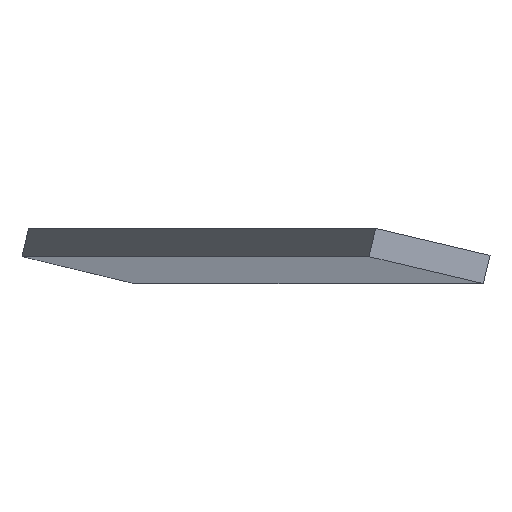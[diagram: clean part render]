
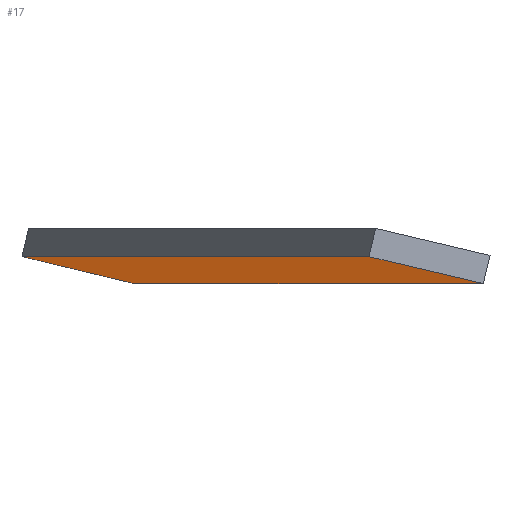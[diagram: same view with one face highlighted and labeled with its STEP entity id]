
A CAD part, front view. The second image highlights one B-rep face of the part: STEP entity #17.
In plain terms, the highlighted planar face has unit normal (-0.229, -0.027, -0.973).
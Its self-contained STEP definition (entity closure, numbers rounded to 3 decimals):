
#17 = ADVANCED_FACE('',(#18),#32,.F.);
#18 = FACE_BOUND('',#19,.F.);
#19 = EDGE_LOOP('',(#20,#53,#79,#105));
#20 = ORIENTED_EDGE('',*,*,#21,.F.);
#21 = EDGE_CURVE('',#22,#24,#26,.T.);
#22 = VERTEX_POINT('',#23);
#23 = CARTESIAN_POINT('',(9061.418,1572.,
    5726.975));
#24 = VERTEX_POINT('',#25);
#25 = CARTESIAN_POINT('',(9100.199,1578.838,
    5717.667));
#26 = SURFACE_CURVE('',#27,(#31,#42),.PCURVE_S1.);
#27 = LINE('',#28,#29);
#28 = CARTESIAN_POINT('',(-1905.523,-361.768,
    8359.114));
#29 = VECTOR('',#30,1.);
#30 = DIRECTION('',(0.958,0.169,-0.23));
#31 = PCURVE('',#32,#37);
#32 = PLANE('',#33);
#33 = AXIS2_PLACEMENT_3D('',#34,#35,#36);
#34 = CARTESIAN_POINT('',(-5618.388,-652.255,
    9240.217));
#35 = DIRECTION('',(0.229,0.027,0.973));
#36 = DIRECTION('',(0.973,0.,-0.229));
#37 = DEFINITIONAL_REPRESENTATION('',(#38),#41);
#38 = B_SPLINE_CURVE_WITH_KNOTS('',1,(#39,#40),.UNSPECIFIED.,.F.,.F.,(2,
    2),(10673.108,12217.561),
  .PIECEWISE_BEZIER_KNOTS.);
#39 = CARTESIAN_POINT('',(14335.463,2094.905));
#40 = CARTESIAN_POINT('',(15857.687,2355.998));
#41 = ( GEOMETRIC_REPRESENTATION_CONTEXT(2) 
PARAMETRIC_REPRESENTATION_CONTEXT() REPRESENTATION_CONTEXT('2D SPACE',''
  ) );
#42 = PCURVE('',#43,#48);
#43 = PLANE('',#44);
#44 = AXIS2_PLACEMENT_3D('',#45,#46,#47);
#45 = CARTESIAN_POINT('',(4.407,-24.996,0.));
#46 = DIRECTION('',(0.174,-0.985,0.));
#47 = DIRECTION('',(0.,0.,-1.));
#48 = DEFINITIONAL_REPRESENTATION('',(#49),#52);
#49 = B_SPLINE_CURVE_WITH_KNOTS('',1,(#50,#51),.UNSPECIFIED.,.F.,.F.,(2,
    2),(10673.108,12217.561),
  .PIECEWISE_BEZIER_KNOTS.);
#50 = CARTESIAN_POINT('',(-5904.059,8447.518));
#51 = CARTESIAN_POINT('',(-5548.8,9950.557));
#52 = ( GEOMETRIC_REPRESENTATION_CONTEXT(2) 
PARAMETRIC_REPRESENTATION_CONTEXT() REPRESENTATION_CONTEXT('2D SPACE',''
  ) );
#53 = ORIENTED_EDGE('',*,*,#54,.T.);
#54 = EDGE_CURVE('',#22,#55,#57,.T.);
#55 = VERTEX_POINT('',#56);
#56 = CARTESIAN_POINT('',(9180.718,551.318,
    5726.974));
#57 = SURFACE_CURVE('',#58,(#62,#68),.PCURVE_S1.);
#58 = LINE('',#59,#60);
#59 = CARTESIAN_POINT('',(9120.556,1066.04,
    5726.974));
#60 = VECTOR('',#61,1.);
#61 = DIRECTION('',(0.116,-0.993,0.));
#62 = PCURVE('',#32,#63);
#63 = DEFINITIONAL_REPRESENTATION('',(#64),#67);
#64 = B_SPLINE_CURVE_WITH_KNOTS('',1,(#65,#66),.UNSPECIFIED.,.F.,.F.,(2,
    2),(-637.896,648.905),.PIECEWISE_BEZIER_KNOTS.);
#65 = CARTESIAN_POINT('',(15079.717,2352.719));
#66 = CARTESIAN_POINT('',(15225.139,1074.162));
#67 = ( GEOMETRIC_REPRESENTATION_CONTEXT(2) 
PARAMETRIC_REPRESENTATION_CONTEXT() REPRESENTATION_CONTEXT('2D SPACE',''
  ) );
#68 = PCURVE('',#69,#74);
#69 = PLANE('',#70);
#70 = AXIS2_PLACEMENT_3D('',#71,#72,#73);
#71 = CARTESIAN_POINT('',(8988.432,1046.156,
    5162.949));
#72 = DIRECTION('',(-0.967,-0.113,0.23));
#73 = DIRECTION('',(-0.232,0.,-0.973));
#74 = DEFINITIONAL_REPRESENTATION('',(#75),#78);
#75 = B_SPLINE_CURVE_WITH_KNOTS('',1,(#76,#77),.UNSPECIFIED.,.F.,.F.,(2,
    2),(-637.896,648.905),.PIECEWISE_BEZIER_KNOTS.);
#76 = CARTESIAN_POINT('',(-562.118,-657.676));
#77 = CARTESIAN_POINT('',(-596.758,628.658));
#78 = ( GEOMETRIC_REPRESENTATION_CONTEXT(2) 
PARAMETRIC_REPRESENTATION_CONTEXT() REPRESENTATION_CONTEXT('2D SPACE',''
  ) );
#79 = ORIENTED_EDGE('',*,*,#80,.T.);
#80 = EDGE_CURVE('',#55,#81,#83,.T.);
#81 = VERTEX_POINT('',#82);
#82 = CARTESIAN_POINT('',(9220.031,553.608,
    5717.667));
#83 = SURFACE_CURVE('',#84,(#88,#94),.PCURVE_S1.);
#84 = LINE('',#85,#86);
#85 = CARTESIAN_POINT('',(-1937.292,-96.232,
    8359.286));
#86 = VECTOR('',#87,1.);
#87 = DIRECTION('',(0.972,0.057,-0.23));
#88 = PCURVE('',#32,#89);
#89 = DEFINITIONAL_REPRESENTATION('',(#90),#93);
#90 = B_SPLINE_CURVE_WITH_KNOTS('',1,(#91,#92),.UNSPECIFIED.,.F.,.F.,(2,
    2),(10673.857,12218.31),
  .PIECEWISE_BEZIER_KNOTS.);
#91 = CARTESIAN_POINT('',(14441.75,1160.426));
#92 = CARTESIAN_POINT('',(15983.727,1247.851));
#93 = ( GEOMETRIC_REPRESENTATION_CONTEXT(2) 
PARAMETRIC_REPRESENTATION_CONTEXT() REPRESENTATION_CONTEXT('2D SPACE',''
  ) );
#94 = PCURVE('',#95,#100);
#95 = PLANE('',#96);
#96 = AXIS2_PLACEMENT_3D('',#97,#98,#99);
#97 = CARTESIAN_POINT('',(-0.964,16.547,0.));
#98 = DIRECTION('',(0.058,-0.998,0.));
#99 = DIRECTION('',(0.,0.,-1.));
#100 = DEFINITIONAL_REPRESENTATION('',(#101),#104);
#101 = B_SPLINE_CURVE_WITH_KNOTS('',1,(#102,#103),.UNSPECIFIED.,.F.,.F.,
  (2,2),(10673.857,12218.31),
  .PIECEWISE_BEZIER_KNOTS.);
#102 = CARTESIAN_POINT('',(-5904.059,8448.031));
#103 = CARTESIAN_POINT('',(-5548.799,9951.07));
#104 = ( GEOMETRIC_REPRESENTATION_CONTEXT(2) 
PARAMETRIC_REPRESENTATION_CONTEXT() REPRESENTATION_CONTEXT('2D SPACE',''
  ) );
#105 = ORIENTED_EDGE('',*,*,#106,.F.);
#106 = EDGE_CURVE('',#24,#81,#107,.T.);
#107 = SURFACE_CURVE('',#108,(#112,#118),.PCURVE_S1.);
#108 = LINE('',#109,#110);
#109 = CARTESIAN_POINT('',(9159.603,1070.604,
    5717.667));
#110 = VECTOR('',#111,1.);
#111 = DIRECTION('',(0.116,-0.993,0.)
  );
#112 = PCURVE('',#32,#113);
#113 = DEFINITIONAL_REPRESENTATION('',(#114),#117);
#114 = B_SPLINE_CURVE_WITH_KNOTS('',1,(#115,#116),.UNSPECIFIED.,.F.,.F.,
  (2,2),(-640.643,651.652),.PIECEWISE_BEZIER_KNOTS.);
#115 = CARTESIAN_POINT('',(15119.548,2360.015));
#116 = CARTESIAN_POINT('',(15265.591,1075.998));
#117 = ( GEOMETRIC_REPRESENTATION_CONTEXT(2) 
PARAMETRIC_REPRESENTATION_CONTEXT() REPRESENTATION_CONTEXT('2D SPACE',''
  ) );
#118 = PCURVE('',#119,#124);
#119 = PLANE('',#120);
#120 = AXIS2_PLACEMENT_3D('',#121,#122,#123);
#121 = CARTESIAN_POINT('',(9027.479,1050.72,
    5153.641));
#122 = DIRECTION('',(-0.967,-0.113,0.23));
#123 = DIRECTION('',(-0.232,0.,-0.973));
#124 = DEFINITIONAL_REPRESENTATION('',(#125),#128);
#125 = B_SPLINE_CURVE_WITH_KNOTS('',1,(#126,#127),.UNSPECIFIED.,.F.,.F.,
  (2,2),(-640.643,651.652),.PIECEWISE_BEZIER_KNOTS.);
#126 = CARTESIAN_POINT('',(-562.044,-660.423));
#127 = CARTESIAN_POINT('',(-596.832,631.404));
#128 = ( GEOMETRIC_REPRESENTATION_CONTEXT(2) 
PARAMETRIC_REPRESENTATION_CONTEXT() REPRESENTATION_CONTEXT('2D SPACE',''
  ) );
